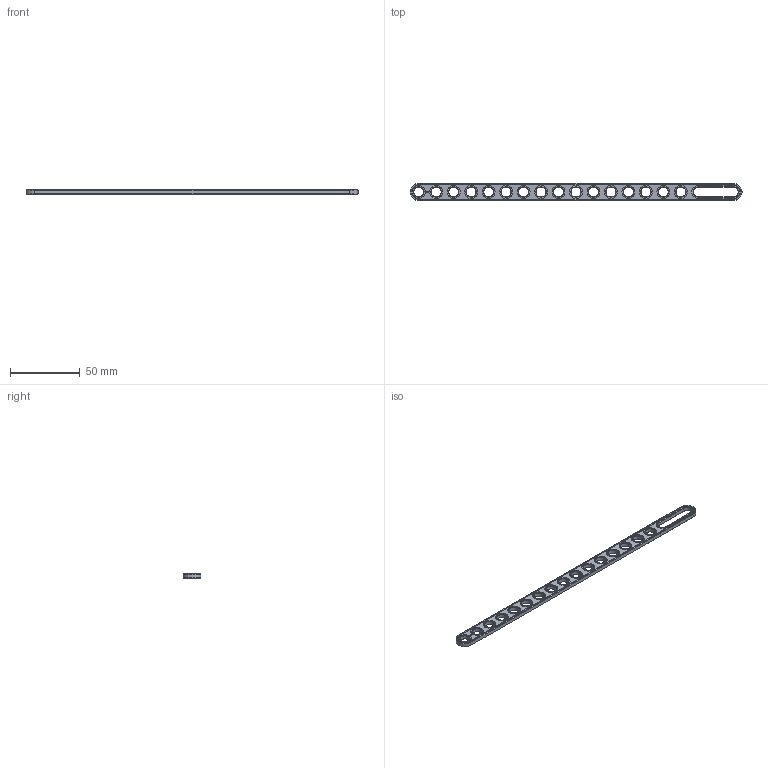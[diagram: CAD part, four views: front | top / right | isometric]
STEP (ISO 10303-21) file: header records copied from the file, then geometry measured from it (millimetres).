
FILE_DESCRIPTION(('FreeCAD Model'),'2;1');
FILE_NAME('Open CASCADE Shape Model','2021-02-26T22:13:01',( 'Paulo Kiefe'),('STEMFIE.org'),'Open CASCADE STEP processor 7.4', 'FreeCAD','Unknown');
FILE_SCHEMA(('AUTOMOTIVE_DESIGN { 1 0 10303 214 1 1 1 1 }'));
Length unit declared in the file: millimetre
Products named in the file (1): Brace_STR_SLT_SE_ERR_-_BU19x01x00.25x03_SPN-BRC-0259_(stemfie.org)
Bounding box: 237.5 x 12.5 x 3.12 mm (x, y, z)
Volume: 6289.9 mm3; surface area: 6954 mm2
Topology: 1 solids, 1 shells, 641 faces, 1732 edges, 1144 vertices
Faces by surface type: plane 345, extrusion 216, cone 40, cylinder 40
Full cylindrical faces by diameter (mm): 7 x16, 9.2 x16
Entity records: 44327 total; most frequent: CARTESIAN_POINT 11221, DIRECTION 5272, VECTOR 4100, LINE 3884, ORIENTED_EDGE 3464, PCURVE 3464, DEFINITIONAL_REPRESENTATION 3464, EDGE_CURVE 1732
